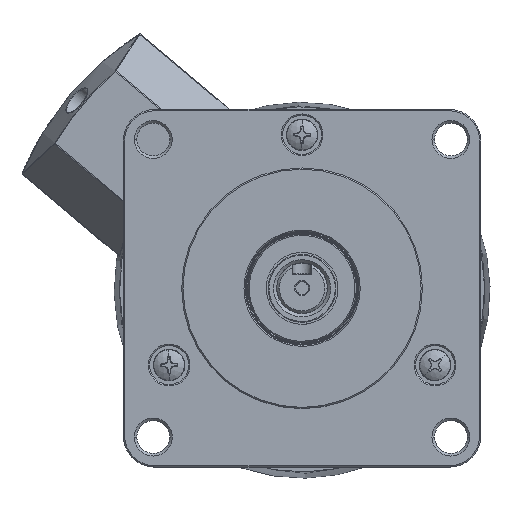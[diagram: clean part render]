
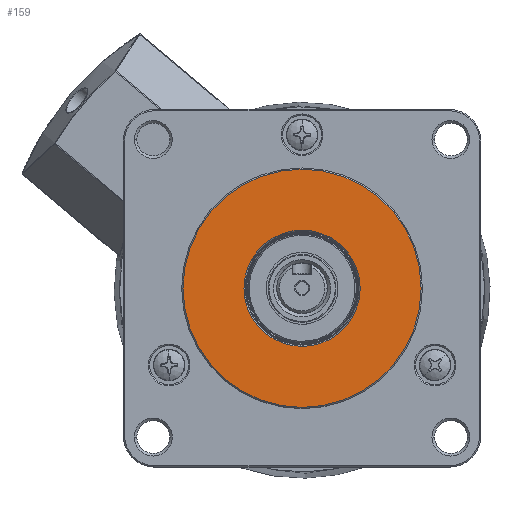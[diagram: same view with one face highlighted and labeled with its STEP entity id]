
A CAD part, top view. The second image highlights one B-rep face of the part: STEP entity #159.
In plain terms, the highlighted planar face has unit normal (0, 0, 1).
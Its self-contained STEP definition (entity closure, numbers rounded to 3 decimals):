
#159 = ADVANCED_FACE ( 'NONE', ( #17438, #21868 ), #8229, .T. ) ;
#572 = VERTEX_POINT ( 'NONE', #11502 ) ;
#763 = CIRCLE ( 'NONE', #16816, 18.85 ) ;
#1435 = VERTEX_POINT ( 'NONE', #12513 ) ;
#1653 = DIRECTION ( 'NONE',  ( 1., 0., 0. ) ) ;
#1690 = EDGE_CURVE ( 'NONE', #10512, #572, #763, .T. ) ;
#2158 = DIRECTION ( 'NONE',  ( 0., 0., 1. ) ) ;
#3207 = ORIENTED_EDGE ( 'NONE', *, *, #20700, .T. ) ;
#4150 = CARTESIAN_POINT ( 'NONE',  ( 0., 0., 20.6 ) ) ;
#4196 = DIRECTION ( 'NONE',  ( 0., 0., 1. ) ) ;
#4496 = CARTESIAN_POINT ( 'NONE',  ( 0., 0., 20.6 ) ) ;
#5115 = ORIENTED_EDGE ( 'NONE', *, *, #7044, .T. ) ;
#5199 = DIRECTION ( 'NONE',  ( 0., 0., -1. ) ) ;
#7044 = EDGE_CURVE ( 'NONE', #1435, #13244, #15264, .T. ) ;
#8229 = PLANE ( 'NONE',  #23513 ) ;
#8380 = CARTESIAN_POINT ( 'NONE',  ( 0., 0., 20.6 ) ) ;
#8494 = DIRECTION ( 'NONE',  ( 1., 0., 0. ) ) ;
#9768 = ORIENTED_EDGE ( 'NONE', *, *, #27737, .T. ) ;
#10512 = VERTEX_POINT ( 'NONE', #12008 ) ;
#10569 = DIRECTION ( 'NONE',  ( 0., 0., 1. ) ) ;
#11025 = ORIENTED_EDGE ( 'NONE', *, *, #1690, .T. ) ;
#11502 = CARTESIAN_POINT ( 'NONE',  ( 18.85, 0., 20.6 ) ) ;
#12008 = CARTESIAN_POINT ( 'NONE',  ( -18.85, 0., 20.6 ) ) ;
#12513 = CARTESIAN_POINT ( 'NONE',  ( -9.2, 0., 20.6 ) ) ;
#13244 = VERTEX_POINT ( 'NONE', #27477 ) ;
#13696 = DIRECTION ( 'NONE',  ( 1., 0., 0. ) ) ;
#14365 = AXIS2_PLACEMENT_3D ( 'NONE', #4150, #15508, #15079 ) ;
#14865 = CIRCLE ( 'NONE', #22687, 18.85 ) ;
#15079 = DIRECTION ( 'NONE',  ( 1., 0., 0. ) ) ;
#15264 = CIRCLE ( 'NONE', #14365, 9.2 ) ;
#15508 = DIRECTION ( 'NONE',  ( 0., 0., -1. ) ) ;
#16816 = AXIS2_PLACEMENT_3D ( 'NONE', #19276, #2158, #23729 ) ;
#16871 = EDGE_LOOP ( 'NONE', ( #11025, #9768 ) ) ;
#17163 = CIRCLE ( 'NONE', #18078, 9.2 ) ;
#17438 = FACE_BOUND ( 'NONE', #26168, .T. ) ;
#18078 = AXIS2_PLACEMENT_3D ( 'NONE', #22731, #5199, #13696 ) ;
#19276 = CARTESIAN_POINT ( 'NONE',  ( 0., 0., 20.6 ) ) ;
#20700 = EDGE_CURVE ( 'NONE', #13244, #1435, #17163, .T. ) ;
#21868 = FACE_OUTER_BOUND ( 'NONE', #16871, .T. ) ;
#22687 = AXIS2_PLACEMENT_3D ( 'NONE', #8380, #10569, #1653 ) ;
#22731 = CARTESIAN_POINT ( 'NONE',  ( 0., 0., 20.6 ) ) ;
#23513 = AXIS2_PLACEMENT_3D ( 'NONE', #4496, #4196, #8494 ) ;
#23729 = DIRECTION ( 'NONE',  ( 1., 0., 0. ) ) ;
#26168 = EDGE_LOOP ( 'NONE', ( #3207, #5115 ) ) ;
#27477 = CARTESIAN_POINT ( 'NONE',  ( 9.2, 0., 20.6 ) ) ;
#27737 = EDGE_CURVE ( 'NONE', #572, #10512, #14865, .T. ) ;
